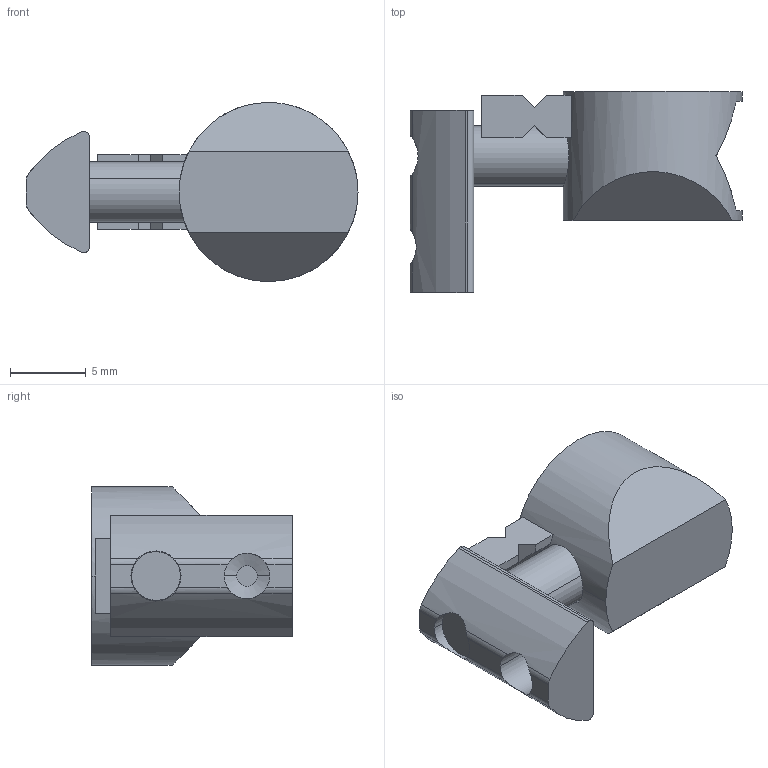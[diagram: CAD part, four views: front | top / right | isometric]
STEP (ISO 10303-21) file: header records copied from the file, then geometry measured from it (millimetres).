
FILE_DESCRIPTION (( 'STEP AP214' ), '1' );
FILE_NAME ('FIXE05E1555-Fixation universelle 5 20 Zn.step', '2023-03-24T09:58:58', ( 'Altae' ), ( '' ), 'SwSTEP 2.0', 'SolidWorks 2021', '' );
FILE_SCHEMA (( 'AUTOMOTIVE_DESIGN' ));
Length unit declared in the file: millimetre
Products named in the file (1): FIXE05E1555-Fixation universelle 5 20 Zn
Bounding box: 21.9 x 13.25 x 11.8 mm (x, y, z)
Volume: 1093.8 mm3; surface area: 1487.4 mm2
Topology: 3 solids, 3 shells, 83 faces, 221 edges, 142 vertices
Faces by surface type: plane 48, cylinder 25, cone 6, bspline 4
Entity records: 3780 total; most frequent: CARTESIAN_POINT 771, ORIENTED_EDGE 438, DIRECTION 421, EDGE_CURVE 219, AXIS2_PLACEMENT_3D 152, VERTEX_POINT 142, LINE 117, VECTOR 117
